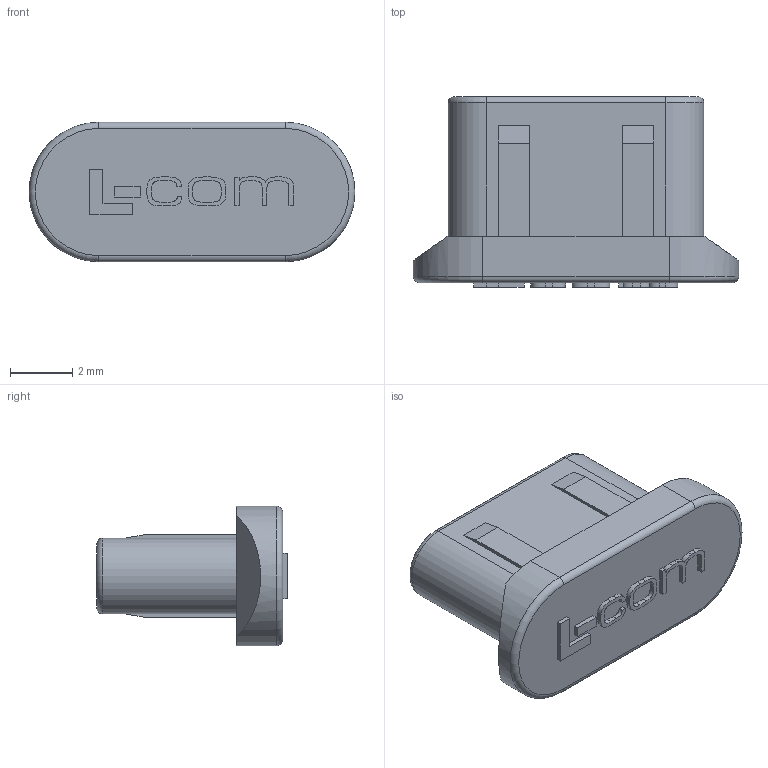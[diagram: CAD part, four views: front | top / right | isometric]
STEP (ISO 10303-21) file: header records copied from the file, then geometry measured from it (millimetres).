
FILE_DESCRIPTION (( 'STEP AP214' ), '1' );
FILE_NAME ('U3I00001.STEP', '2018-11-07T16:55:59', ( '' ), ( '' ), 'SwSTEP 2.0', 'SolidWorks 2017', '' );
FILE_SCHEMA (( 'AUTOMOTIVE_DESIGN' ));
Length unit declared in the file: millimetre
Products named in the file (1): U3I00001
Bounding box: 10.5 x 6.15 x 4.5 mm (x, y, z)
Volume: 108.9 mm3; surface area: 280.6 mm2
Topology: 1 solids, 1 shells, 127 faces, 336 edges, 218 vertices
Faces by surface type: plane 83, bspline 24, cylinder 12, torus 4, cone 4
Entity records: 4040 total; most frequent: CARTESIAN_POINT 1000, ORIENTED_EDGE 672, DIRECTION 530, EDGE_CURVE 336, LINE 250, VECTOR 250, VERTEX_POINT 218, AXIS2_PLACEMENT_3D 140
